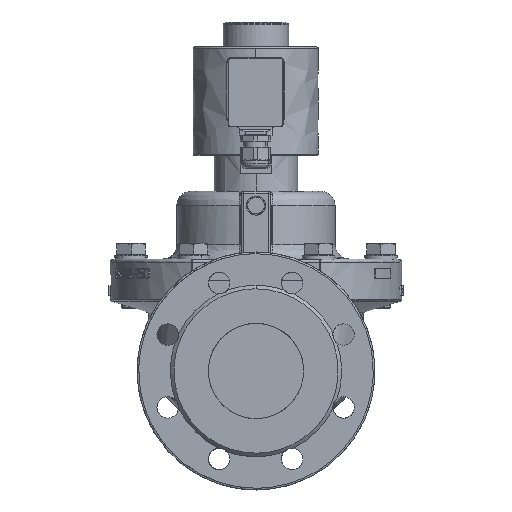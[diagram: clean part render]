
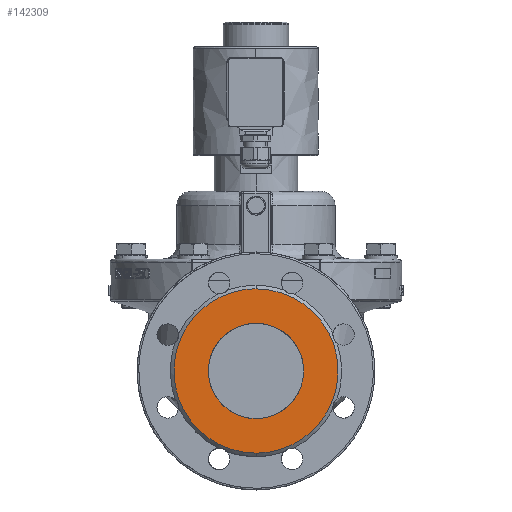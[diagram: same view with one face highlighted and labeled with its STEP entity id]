
A CAD part, front view. The second image highlights one B-rep face of the part: STEP entity #142309.
In plain terms, the highlighted free-form (B-spline) face has degree [1, 1] with [2, 2] control points.
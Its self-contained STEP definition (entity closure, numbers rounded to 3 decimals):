
#142266 = CARTESIAN_POINT ('', (0.3, -155., -69.));
#142267 = VERTEX_POINT ('', #142266);
#142268 = CARTESIAN_POINT ('', (0.3, -155., 69.));
#142269 = VERTEX_POINT ('', #142268);
#142270 = CARTESIAN_POINT ('', (0.3, -155., -69.));
#142271 = CARTESIAN_POINT ('', (-68.7, -155., -69.));
#142272 = CARTESIAN_POINT ('', (-68.7, -155., 0.));
#142273 = CARTESIAN_POINT ('', (-68.7, -155., 69.));
#142274 = CARTESIAN_POINT ('', (0.3, -155., 69.));
#142275 = (
   BOUNDED_CURVE ()
   B_SPLINE_CURVE (2, (#142270, #142271, #142272, #142273, #142274), .UNSPECIFIED., .F., .U.)
   B_SPLINE_CURVE_WITH_KNOTS ((3, 2, 3), (180., 270., 360.), .UNSPECIFIED.)
   CURVE ()
   GEOMETRIC_REPRESENTATION_ITEM ()
   RATIONAL_B_SPLINE_CURVE ((1., 0.707, 1., 0.707, 1.))
   REPRESENTATION_ITEM ('')
);
#142276 = EDGE_CURVE ('', #142267, #142269, #142275, .T.);
#142277 = ORIENTED_EDGE ('', *, *, #142276, .F.);
#142278 = CARTESIAN_POINT ('', (0.3, -155., 69.));
#142279 = CARTESIAN_POINT ('', (69.3, -155., 69.));
#142280 = CARTESIAN_POINT ('', (69.3, -155., 0.));
#142281 = CARTESIAN_POINT ('', (69.3, -155., -69.));
#142282 = CARTESIAN_POINT ('', (0.3, -155., -69.));
#142283 = (
   BOUNDED_CURVE ()
   B_SPLINE_CURVE (2, (#142278, #142279, #142280, #142281, #142282), .UNSPECIFIED., .F., .U.)
   B_SPLINE_CURVE_WITH_KNOTS ((3, 2, 3), (360., 450., 540.), .UNSPECIFIED.)
   CURVE ()
   GEOMETRIC_REPRESENTATION_ITEM ()
   RATIONAL_B_SPLINE_CURVE ((1., 0.707, 1., 0.707, 1.))
   REPRESENTATION_ITEM ('')
);
#142284 = EDGE_CURVE ('', #142269, #142267, #142283, .T.);
#142285 = ORIENTED_EDGE ('', *, *, #142284, .F.);
#142286 = EDGE_LOOP ('', (#142277, #142285));
#142287 = FACE_OUTER_BOUND ('', #142286, .T.);
#142288 = CARTESIAN_POINT ('', (40.3, -155., 0.));
#142289 = VERTEX_POINT ('', #142288);
#142290 = CARTESIAN_POINT ('', (40.3, -155., 0.));
#142291 = CARTESIAN_POINT ('', (40.3, -155., -40.));
#142292 = CARTESIAN_POINT ('', (0.3, -155., -40.));
#142293 = CARTESIAN_POINT ('', (-39.7, -155., -40.));
#142294 = CARTESIAN_POINT ('', (-39.7, -155., 0.));
#142295 = CARTESIAN_POINT ('', (-39.7, -155., 40.));
#142296 = CARTESIAN_POINT ('', (0.3, -155., 40.));
#142297 = CARTESIAN_POINT ('', (40.3, -155., 40.));
#142298 = CARTESIAN_POINT ('', (40.3, -155., 0.));
#142299 = (
   BOUNDED_CURVE ()
   B_SPLINE_CURVE (2, (#142290, #142291, #142292, #142293, #142294, #142295, #142296, #142297, #142298), .UNSPECIFIED., .T., .U.)
   B_SPLINE_CURVE_WITH_KNOTS ((3, 2, 2, 2, 3), (0., 90., 180., 270., 360.), .UNSPECIFIED.)
   CURVE ()
   GEOMETRIC_REPRESENTATION_ITEM ()
   RATIONAL_B_SPLINE_CURVE ((1., 0.707, 1., 0.707, 1., 0.707, 1., 0.707, 1.))
   REPRESENTATION_ITEM ('')
);
#142300 = EDGE_CURVE ('', #142289, #142289, #142299, .T.);
#142301 = ORIENTED_EDGE ('', *, *, #142300, .T.);
#142302 = EDGE_LOOP ('', (#142301));
#142303 = FACE_BOUND ('', #142302, .T.);
#142304 = CARTESIAN_POINT ('', (-68.7, -155., 69.));
#142305 = CARTESIAN_POINT ('', (69.3, -155., 69.));
#142306 = CARTESIAN_POINT ('', (-68.7, -155., -69.));
#142307 = CARTESIAN_POINT ('', (69.3, -155., -69.));
#142308 = B_SPLINE_SURFACE_WITH_KNOTS ('', 1, 1, ((#142304, #142305), (#142306, #142307)), .UNSPECIFIED., .F., .F., .U., (2, 2), (2, 2), (-69., 69.), (-69., 69.), .UNSPECIFIED.);
#142309 = ADVANCED_FACE ('', (#142287, #142303), #142308, .T.);
